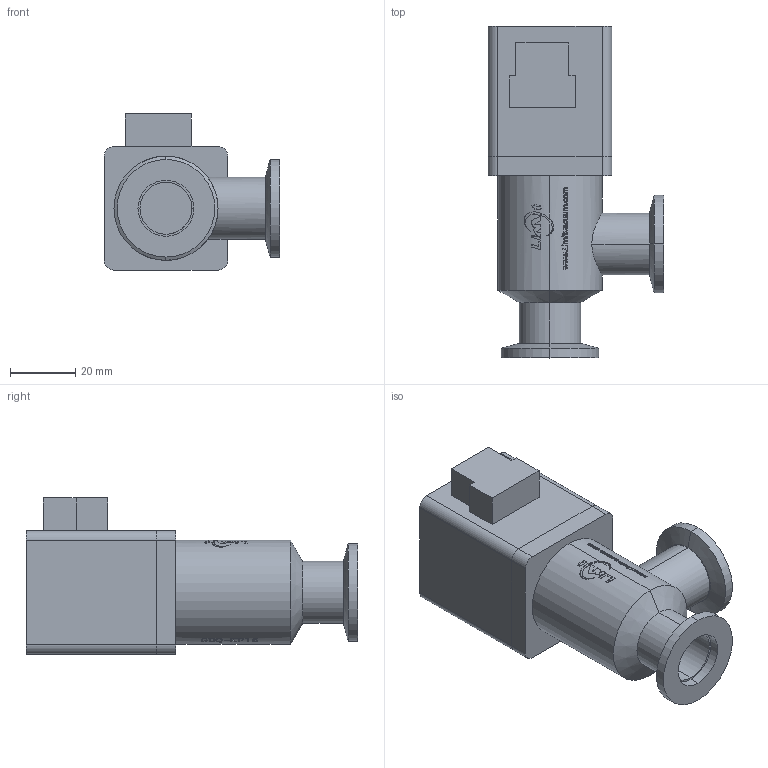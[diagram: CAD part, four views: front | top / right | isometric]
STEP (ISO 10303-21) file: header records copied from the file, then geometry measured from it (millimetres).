
FILE_DESCRIPTION (( 'STEP AP214' ), '1' );
FILE_NAME ('GDQ-KF16.STEP', '2024-08-19T02:28:59', ( '' ), ( '' ), 'SwSTEP 2.0', 'SolidWorks 2020', '' );
FILE_SCHEMA (( 'AUTOMOTIVE_DESIGN' ));
Length unit declared in the file: millimetre
Products named in the file (1): GDQ-KF16
Bounding box: 54 x 102 x 48 mm (x, y, z)
Volume: 97490.4 mm3; surface area: 25230.8 mm2
Topology: 3 solids, 3 shells, 653 faces, 1780 edges, 1183 vertices
Faces by surface type: bspline 318, plane 246, cylinder 83, cone 6
Entity records: 56264 total; most frequent: CARTESIAN_POINT 42539, ORIENTED_EDGE 3560, EDGE_CURVE 1780, DIRECTION 1611, VERTEX_POINT 1183, B_SPLINE_CURVE_WITH_KNOTS 1081, EDGE_LOOP 705, ADVANCED_FACE 653
